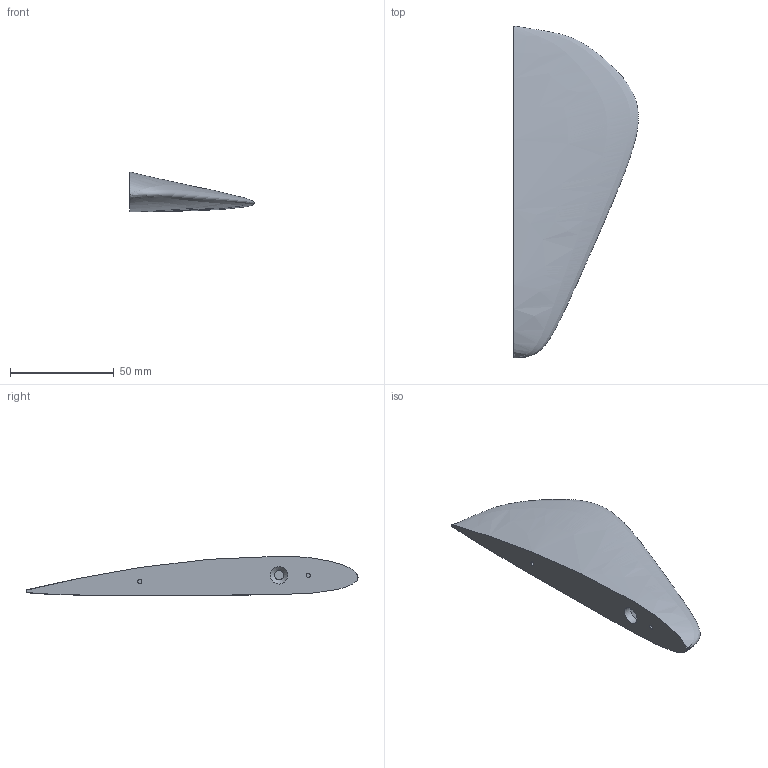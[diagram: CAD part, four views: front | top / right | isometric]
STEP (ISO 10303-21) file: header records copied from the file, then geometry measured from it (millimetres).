
FILE_DESCRIPTION(/* description */ (''),/* implementation_level */ '2;1');
FILE_NAME(/* name */ 'Wing L 4.step',/* time_stamp */ '2024-11-26T12:09:48+01:00',/* author */ (''),/* organization */ (''),/* preprocessor_version */ 'ST-DEVELOPER v20',/* originating_system */ 'Autodesk Translation Framework v13.20.0.188',/* authorisation */ '');
FILE_SCHEMA (('AUTOMOTIVE_DESIGN { 1 0 10303 214 3 1 1 }'));
Length unit declared in the file: millimetre
Products named in the file (1): Wing L 4
Bounding box: 60.06 x 159.91 x 19.21 mm (x, y, z)
Volume: 61016.8 mm3; surface area: 16117.8 mm2
Topology: 1 solids, 1 shells, 9 faces, 15 edges, 11 vertices
Faces by surface type: plane 4, cylinder 3, cone 1, bspline 1
Full cylindrical faces by diameter (mm): 2 x2, 8.45 x1
Entity records: 2173 total; most frequent: CARTESIAN_POINT 1962, DIRECTION 36, ORIENTED_EDGE 30, AXIS2_PLACEMENT_3D 16, EDGE_CURVE 15, EDGE_LOOP 12, VERTEX_POINT 11, FACE_OUTER_BOUND 9
